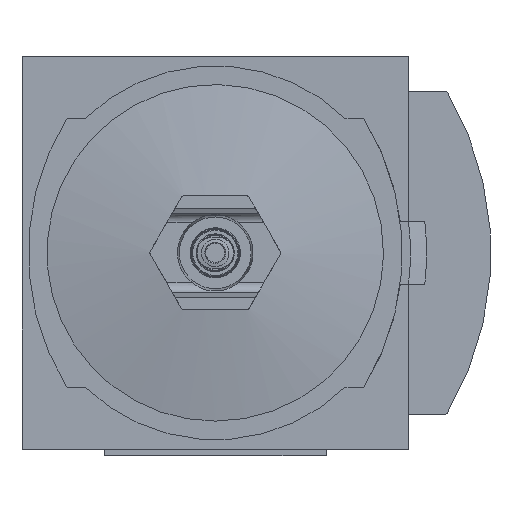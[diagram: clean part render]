
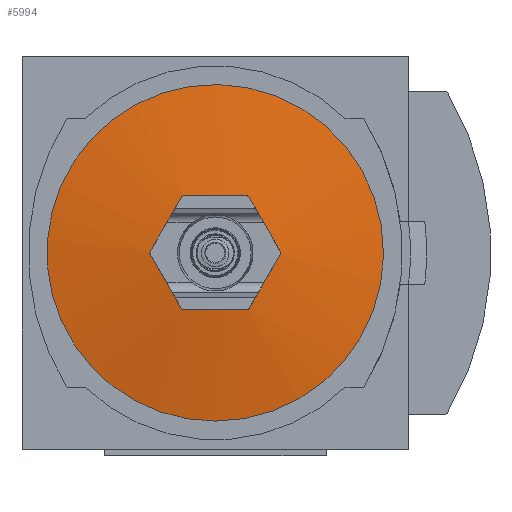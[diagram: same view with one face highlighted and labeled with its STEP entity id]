
A CAD part, front view. The second image highlights one B-rep face of the part: STEP entity #5994.
In plain terms, the highlighted spherical face has radius 240 mm.
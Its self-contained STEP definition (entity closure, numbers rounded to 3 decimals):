
#56=SPHERICAL_SURFACE('',#6356,240.);
#316=CIRCLE('',#6339,239.324);
#317=CIRCLE('',#6342,239.324);
#318=CIRCLE('',#6345,239.324);
#319=CIRCLE('',#6348,239.324);
#320=CIRCLE('',#6351,239.324);
#321=CIRCLE('',#6354,239.324);
#322=CIRCLE('',#6357,53.109);
#2202=ORIENTED_EDGE('',*,*,#2928,.T.);
#2203=ORIENTED_EDGE('',*,*,#2927,.T.);
#2204=ORIENTED_EDGE('',*,*,#2925,.T.);
#2205=ORIENTED_EDGE('',*,*,#2923,.T.);
#2206=ORIENTED_EDGE('',*,*,#2921,.T.);
#2207=ORIENTED_EDGE('',*,*,#2919,.T.);
#2208=ORIENTED_EDGE('',*,*,#2917,.T.);
#2209=ORIENTED_EDGE('',*,*,#2915,.T.);
#2210=ORIENTED_EDGE('',*,*,#2913,.T.);
#2211=ORIENTED_EDGE('',*,*,#2911,.T.);
#2212=ORIENTED_EDGE('',*,*,#2909,.T.);
#2213=ORIENTED_EDGE('',*,*,#2907,.T.);
#2214=ORIENTED_EDGE('',*,*,#2904,.T.);
#2904=EDGE_CURVE('',#3343,#3344,#316,.F.);
#2907=EDGE_CURVE('',#3345,#3343,#3436,.T.);
#2909=EDGE_CURVE('',#3346,#3345,#317,.F.);
#2911=EDGE_CURVE('',#3347,#3346,#3437,.T.);
#2913=EDGE_CURVE('',#3348,#3347,#318,.F.);
#2915=EDGE_CURVE('',#3349,#3348,#3438,.T.);
#2917=EDGE_CURVE('',#3350,#3349,#319,.F.);
#2919=EDGE_CURVE('',#3351,#3350,#3439,.T.);
#2921=EDGE_CURVE('',#3352,#3351,#320,.F.);
#2923=EDGE_CURVE('',#3353,#3352,#3440,.T.);
#2925=EDGE_CURVE('',#3354,#3353,#321,.F.);
#2927=EDGE_CURVE('',#3344,#3354,#3441,.T.);
#2928=EDGE_CURVE('',#3355,#3355,#322,.T.);
#3343=VERTEX_POINT('',#8818);
#3344=VERTEX_POINT('',#8819);
#3345=VERTEX_POINT('',#8827);
#3346=VERTEX_POINT('',#8831);
#3347=VERTEX_POINT('',#8838);
#3348=VERTEX_POINT('',#8842);
#3349=VERTEX_POINT('',#8849);
#3350=VERTEX_POINT('',#8853);
#3351=VERTEX_POINT('',#8860);
#3352=VERTEX_POINT('',#8864);
#3353=VERTEX_POINT('',#8871);
#3354=VERTEX_POINT('',#8875);
#3355=VERTEX_POINT('',#8884);
#3436=B_SPLINE_CURVE_WITH_KNOTS('',3,(#8823,#8824,#8825,#8826),
 .UNSPECIFIED.,.F.,.F.,(4,4),(0.,0.001),
 .UNSPECIFIED.);
#3437=B_SPLINE_CURVE_WITH_KNOTS('',3,(#8834,#8835,#8836,#8837),
 .UNSPECIFIED.,.F.,.F.,(4,4),(0.,0.001),
 .UNSPECIFIED.);
#3438=B_SPLINE_CURVE_WITH_KNOTS('',3,(#8845,#8846,#8847,#8848),
 .UNSPECIFIED.,.F.,.F.,(4,4),(0.,0.001),
 .UNSPECIFIED.);
#3439=B_SPLINE_CURVE_WITH_KNOTS('',3,(#8856,#8857,#8858,#8859),
 .UNSPECIFIED.,.F.,.F.,(4,4),(0.,0.001),
 .UNSPECIFIED.);
#3440=B_SPLINE_CURVE_WITH_KNOTS('',3,(#8867,#8868,#8869,#8870),
 .UNSPECIFIED.,.F.,.F.,(4,4),(0.,0.001),
 .UNSPECIFIED.);
#3441=B_SPLINE_CURVE_WITH_KNOTS('',3,(#8878,#8879,#8880,#8881),
 .UNSPECIFIED.,.F.,.F.,(4,4),(0.,0.001),
 .UNSPECIFIED.);
#3634=EDGE_LOOP('',(#2202));
#3635=EDGE_LOOP('',(#2203,#2204,#2205,#2206,#2207,#2208,#2209,#2210,#2211,
#2212,#2213,#2214));
#3930=FACE_BOUND('',#3634,.T.);
#3931=FACE_BOUND('',#3635,.T.);
#5994=ADVANCED_FACE('',(#3930,#3931),#56,.T.);
#6339=AXIS2_PLACEMENT_3D('',#8817,#7401,#7402);
#6342=AXIS2_PLACEMENT_3D('',#8830,#7410,#7411);
#6345=AXIS2_PLACEMENT_3D('',#8841,#7418,#7419);
#6348=AXIS2_PLACEMENT_3D('',#8852,#7426,#7427);
#6351=AXIS2_PLACEMENT_3D('',#8863,#7434,#7435);
#6354=AXIS2_PLACEMENT_3D('',#8874,#7442,#7443);
#6356=AXIS2_PLACEMENT_3D('',#8882,#7447,#7448);
#6357=AXIS2_PLACEMENT_3D('',#8883,#7449,#7450);
#7401=DIRECTION('',(0.,0.,1.));
#7402=DIRECTION('',(1.,0.,0.));
#7410=DIRECTION('',(-0.866,0.,0.5));
#7411=DIRECTION('',(0.5,0.,0.866));
#7418=DIRECTION('',(-0.866,0.,-0.5));
#7419=DIRECTION('',(-0.5,0.,0.866));
#7426=DIRECTION('',(0.,0.,-1.));
#7427=DIRECTION('',(-1.,0.,0.));
#7434=DIRECTION('',(0.866,0.,-0.5));
#7435=DIRECTION('',(-0.5,0.,-0.866));
#7442=DIRECTION('',(0.866,0.,0.5));
#7443=DIRECTION('',(0.5,0.,-0.866));
#7447=DIRECTION('',(0.,-1.,0.));
#7448=DIRECTION('',(0.,0.,1.));
#7449=DIRECTION('',(0.,-1.,0.));
#7450=DIRECTION('',(0.,0.,-1.));
#8817=CARTESIAN_POINT('',(0.,-120.95,-18.));
#8818=CARTESIAN_POINT('',(9.815,-360.073,-18.));
#8819=CARTESIAN_POINT('',(-9.815,-360.073,-18.));
#8823=CARTESIAN_POINT('',(10.681,-360.073,-17.5));
#8824=CARTESIAN_POINT('',(10.505,-360.058,-17.805));
#8825=CARTESIAN_POINT('',(10.167,-360.058,-18.));
#8826=CARTESIAN_POINT('',(9.815,-360.073,-18.));
#8827=CARTESIAN_POINT('',(10.681,-360.073,-17.5));
#8830=CARTESIAN_POINT('',(15.588,-120.95,-9.));
#8831=CARTESIAN_POINT('',(20.496,-360.073,-0.5));
#8834=CARTESIAN_POINT('',(20.496,-360.073,0.5));
#8835=CARTESIAN_POINT('',(20.672,-360.058,0.195));
#8836=CARTESIAN_POINT('',(20.672,-360.058,-0.195));
#8837=CARTESIAN_POINT('',(20.496,-360.073,-0.5));
#8838=CARTESIAN_POINT('',(20.496,-360.073,0.5));
#8841=CARTESIAN_POINT('',(15.588,-120.95,9.));
#8842=CARTESIAN_POINT('',(10.681,-360.073,17.5));
#8845=CARTESIAN_POINT('',(9.815,-360.073,18.));
#8846=CARTESIAN_POINT('',(10.167,-360.058,18.));
#8847=CARTESIAN_POINT('',(10.505,-360.058,17.805));
#8848=CARTESIAN_POINT('',(10.681,-360.073,17.5));
#8849=CARTESIAN_POINT('',(9.815,-360.073,18.));
#8852=CARTESIAN_POINT('',(0.,-120.95,18.));
#8853=CARTESIAN_POINT('',(-9.815,-360.073,18.));
#8856=CARTESIAN_POINT('',(-10.681,-360.073,17.5));
#8857=CARTESIAN_POINT('',(-10.505,-360.058,17.805));
#8858=CARTESIAN_POINT('',(-10.167,-360.058,18.));
#8859=CARTESIAN_POINT('',(-9.815,-360.073,18.));
#8860=CARTESIAN_POINT('',(-10.681,-360.073,17.5));
#8863=CARTESIAN_POINT('',(-15.588,-120.95,9.));
#8864=CARTESIAN_POINT('',(-20.496,-360.073,0.5));
#8867=CARTESIAN_POINT('',(-20.496,-360.073,-0.5));
#8868=CARTESIAN_POINT('',(-20.672,-360.058,-0.195));
#8869=CARTESIAN_POINT('',(-20.672,-360.058,0.195));
#8870=CARTESIAN_POINT('',(-20.496,-360.073,0.5));
#8871=CARTESIAN_POINT('',(-20.496,-360.073,-0.5));
#8874=CARTESIAN_POINT('',(-15.588,-120.95,-9.));
#8875=CARTESIAN_POINT('',(-10.681,-360.073,-17.5));
#8878=CARTESIAN_POINT('',(-9.815,-360.073,-18.));
#8879=CARTESIAN_POINT('',(-10.167,-360.058,-18.));
#8880=CARTESIAN_POINT('',(-10.505,-360.058,-17.805));
#8881=CARTESIAN_POINT('',(-10.681,-360.073,-17.5));
#8882=CARTESIAN_POINT('',(0.,-120.95,0.));
#8883=CARTESIAN_POINT('',(0.,-355.,0.));
#8884=CARTESIAN_POINT('',(0.,-355.,-53.109));
